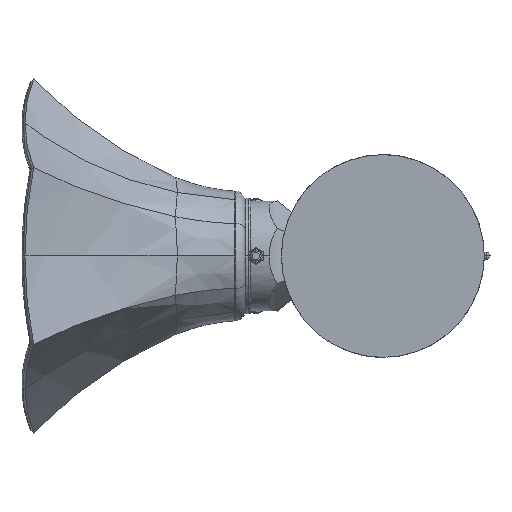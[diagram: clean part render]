
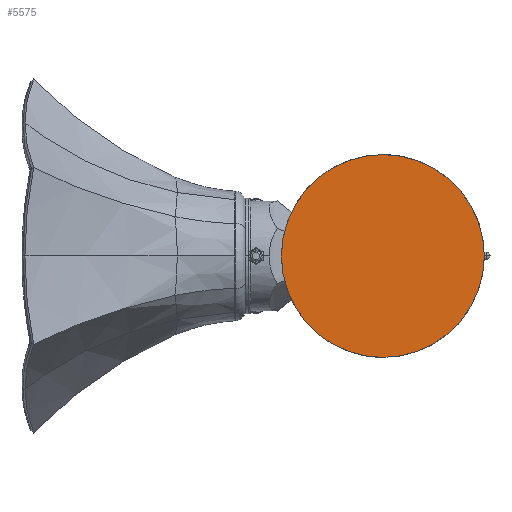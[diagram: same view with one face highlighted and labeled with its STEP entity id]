
A CAD part, left-side view. The second image highlights one B-rep face of the part: STEP entity #5575.
In plain terms, the highlighted planar face has unit normal (-1, 0, 0).
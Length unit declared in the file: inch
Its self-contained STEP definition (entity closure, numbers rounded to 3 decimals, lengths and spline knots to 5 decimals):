
#2=CARTESIAN_POINT('',(-0.077,0.,0.));
#3=DIRECTION('',(1.,0.,0.));
#4=DIRECTION('',(0.,0.,1.));
#5=AXIS2_PLACEMENT_3D('',#2,#3,#4);
#62=CARTESIAN_POINT('',(-0.077,0.,0.));
#63=DIRECTION('',(1.,0.,0.));
#64=DIRECTION('',(0.,0.,-1.));
#65=AXIS2_PLACEMENT_3D('',#62,#63,#64);
#5071=CARTESIAN_POINT('',(-0.077,0.,2.25));
#5072=CARTESIAN_POINT('',(-0.077,0.,-2.25));
#5073=VERTEX_POINT('',#5071);
#5074=VERTEX_POINT('',#5072);
#5565=CARTESIAN_POINT('',(-0.077,0.,0.));
#5566=DIRECTION('',(1.,0.,0.));
#5567=DIRECTION('',(0.,0.,1.));
#5568=AXIS2_PLACEMENT_3D('',#5565,#5566,#5567);
#5569=PLANE('',#5568);
#5570=ORIENTED_EDGE('',*,*,#5550,.T.);
#5572=ORIENTED_EDGE('',*,*,#5571,.T.);
#5573=EDGE_LOOP('',(#5570,#5572));
#5574=FACE_OUTER_BOUND('',#5573,.F.);
#5575=ADVANCED_FACE('',(#5574),#5569,.F.);
#6=CIRCLE('',#5,2.25);
#66=CIRCLE('',#65,2.25);
#5550=EDGE_CURVE('',#5073,#5074,#6,.T.);
#5571=EDGE_CURVE('',#5074,#5073,#66,.T.);
